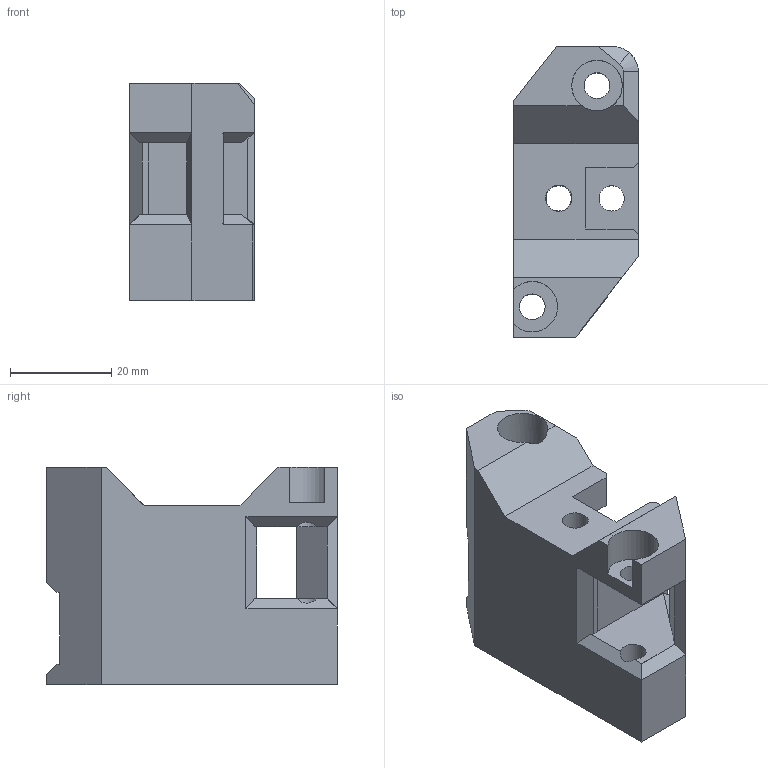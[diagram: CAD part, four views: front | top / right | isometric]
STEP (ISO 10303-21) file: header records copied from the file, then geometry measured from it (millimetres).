
FILE_DESCRIPTION(/* description */ ('xy_joiner_left'),/* implementation_level */ '2;1');
FILE_NAME(/* name */ 'xy_joiner right.step',/* time_stamp */ '2022-08-07T14:16:15+08:00',/* author */ ('user'),/* organization */ (''),/* preprocessor_version */ 'ST-DEVELOPER v19',/* originating_system */ 'Autodesk Inventor 2023',/* authorisation */ '');
FILE_SCHEMA (('AUTOMOTIVE_DESIGN { 1 0 10303 214 3 1 1 }'));
Length unit declared in the file: millimetre
Products named in the file (1): xy_joiner_right
Bounding box: 24.68 x 57.5 x 43 mm (x, y, z)
Volume: 28815.2 mm3; surface area: 12287.5 mm2
Topology: 1 solids, 1 shells, 77 faces, 216 edges, 139 vertices
Faces by surface type: plane 58, cylinder 16, cone 3
Full cylindrical faces by diameter (mm): 5 x2, 5.1 x4, 5.2 x1, 10 x3
Entity records: 2539 total; most frequent: CARTESIAN_POINT 433, ORIENTED_EDGE 432, DIRECTION 417, EDGE_CURVE 216, LINE 171, VECTOR 171, VERTEX_POINT 139, AXIS2_PLACEMENT_3D 123
